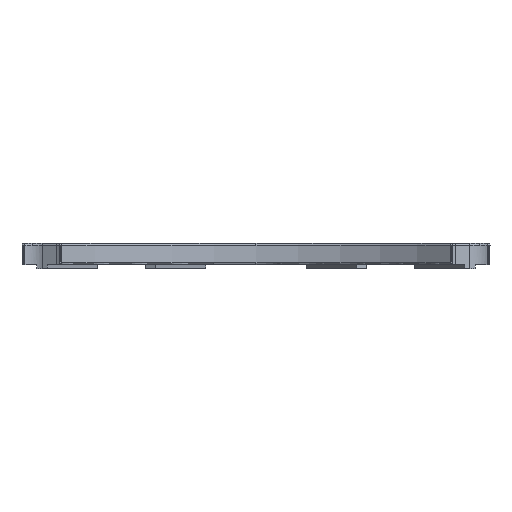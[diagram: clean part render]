
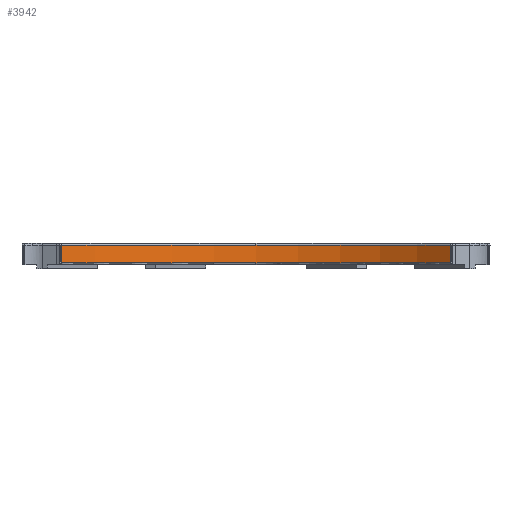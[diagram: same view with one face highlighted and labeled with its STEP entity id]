
A CAD part, left-side view. The second image highlights one B-rep face of the part: STEP entity #3942.
In plain terms, the highlighted cylindrical face has radius 150.5 mm (diameter 301 mm), a partial arc.
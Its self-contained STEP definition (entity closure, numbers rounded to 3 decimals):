
#35 = LINE ( 'NONE', #3692, #7666 ) ;
#368 = DIRECTION ( 'NONE',  ( 0., 0., 1. ) ) ;
#424 = EDGE_CURVE ( 'NONE', #4454, #4314, #2734, .T. ) ;
#706 = ORIENTED_EDGE ( 'NONE', *, *, #5831, .T. ) ;
#804 = ORIENTED_EDGE ( 'NONE', *, *, #1280, .T. ) ;
#833 = CIRCLE ( 'NONE', #4756, 150.5 ) ;
#916 = VERTEX_POINT ( 'NONE', #1629 ) ;
#1280 = EDGE_CURVE ( 'NONE', #4314, #916, #4300, .T. ) ;
#1629 = CARTESIAN_POINT ( 'NONE',  ( -155.155, 100.664, 10. ) ) ;
#1686 = ORIENTED_EDGE ( 'NONE', *, *, #424, .T. ) ;
#1995 = CARTESIAN_POINT ( 'NONE',  ( -155.155, -100.664, 1. ) ) ;
#2028 = AXIS2_PLACEMENT_3D ( 'NONE', #3811, #368, #4650 ) ;
#2163 = CARTESIAN_POINT ( 'NONE',  ( -116.534, 0., 1. ) ) ;
#2275 = EDGE_CURVE ( 'NONE', #916, #4289, #35, .T. ) ;
#2368 = DIRECTION ( 'NONE',  ( 0., 0., -1. ) ) ;
#2457 = FACE_OUTER_BOUND ( 'NONE', #4441, .T. ) ;
#2487 = EDGE_CURVE ( 'NONE', #5668, #4454, #4816, .T. ) ;
#2599 = CARTESIAN_POINT ( 'NONE',  ( -155.155, -100.664, 10. ) ) ;
#2688 = CARTESIAN_POINT ( 'NONE',  ( -267.034, 0., 1. ) ) ;
#2697 = AXIS2_PLACEMENT_3D ( 'NONE', #2688, #4178, #4772 ) ;
#2734 = CIRCLE ( 'NONE', #2028, 150.5 ) ;
#2789 = CIRCLE ( 'NONE', #2697, 150.5 ) ;
#2943 = CARTESIAN_POINT ( 'NONE',  ( -155.155, 100.664, 1. ) ) ;
#3029 = DIRECTION ( 'NONE',  ( 0., 0., -1. ) ) ;
#3672 = CARTESIAN_POINT ( 'NONE',  ( -116.534, 0., 10. ) ) ;
#3686 = AXIS2_PLACEMENT_3D ( 'NONE', #5583, #5552, #6955 ) ;
#3692 = CARTESIAN_POINT ( 'NONE',  ( -155.155, 100.664, 224.308 ) ) ;
#3811 = CARTESIAN_POINT ( 'NONE',  ( -267.034, 0., 10. ) ) ;
#3924 = CARTESIAN_POINT ( 'NONE',  ( -267.034, 0., 224.308 ) ) ;
#3942 = ADVANCED_FACE ( 'NONE', ( #2457 ), #5940, .F. ) ;
#4178 = DIRECTION ( 'NONE',  ( 0., 0., -1. ) ) ;
#4226 = VERTEX_POINT ( 'NONE', #2163 ) ;
#4289 = VERTEX_POINT ( 'NONE', #2943 ) ;
#4300 = CIRCLE ( 'NONE', #3686, 150.5 ) ;
#4314 = VERTEX_POINT ( 'NONE', #3672 ) ;
#4441 = EDGE_LOOP ( 'NONE', ( #5637, #1686, #804, #5990, #706, #8926 ) ) ;
#4454 = VERTEX_POINT ( 'NONE', #2599 ) ;
#4546 = DIRECTION ( 'NONE',  ( 0., 0., -1. ) ) ;
#4650 = DIRECTION ( 'NONE',  ( 1., 0., 0. ) ) ;
#4756 = AXIS2_PLACEMENT_3D ( 'NONE', #5889, #2368, #5867 ) ;
#4772 = DIRECTION ( 'NONE',  ( 1., 0., 0. ) ) ;
#4816 = LINE ( 'NONE', #6227, #5475 ) ;
#5318 = DIRECTION ( 'NONE',  ( -1., 0., 0. ) ) ;
#5475 = VECTOR ( 'NONE', #8474, 1000. ) ;
#5552 = DIRECTION ( 'NONE',  ( 0., 0., 1. ) ) ;
#5583 = CARTESIAN_POINT ( 'NONE',  ( -267.034, 0., 10. ) ) ;
#5636 = AXIS2_PLACEMENT_3D ( 'NONE', #3924, #4546, #5318 ) ;
#5637 = ORIENTED_EDGE ( 'NONE', *, *, #2487, .T. ) ;
#5668 = VERTEX_POINT ( 'NONE', #1995 ) ;
#5831 = EDGE_CURVE ( 'NONE', #4289, #4226, #833, .T. ) ;
#5867 = DIRECTION ( 'NONE',  ( 1., 0., 0. ) ) ;
#5889 = CARTESIAN_POINT ( 'NONE',  ( -267.034, 0., 1. ) ) ;
#5940 = CYLINDRICAL_SURFACE ( 'NONE', #5636, 150.5 ) ;
#5990 = ORIENTED_EDGE ( 'NONE', *, *, #2275, .T. ) ;
#6227 = CARTESIAN_POINT ( 'NONE',  ( -155.155, -100.664, 224.308 ) ) ;
#6628 = EDGE_CURVE ( 'NONE', #4226, #5668, #2789, .T. ) ;
#6955 = DIRECTION ( 'NONE',  ( 1., 0., 0. ) ) ;
#7666 = VECTOR ( 'NONE', #3029, 1000. ) ;
#8474 = DIRECTION ( 'NONE',  ( 0., 0., 1. ) ) ;
#8926 = ORIENTED_EDGE ( 'NONE', *, *, #6628, .T. ) ;
